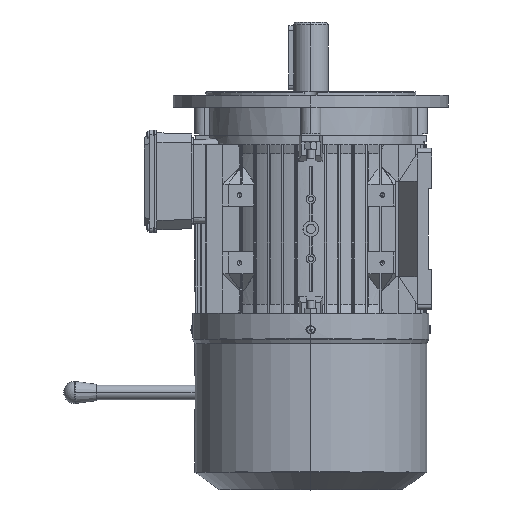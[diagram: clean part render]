
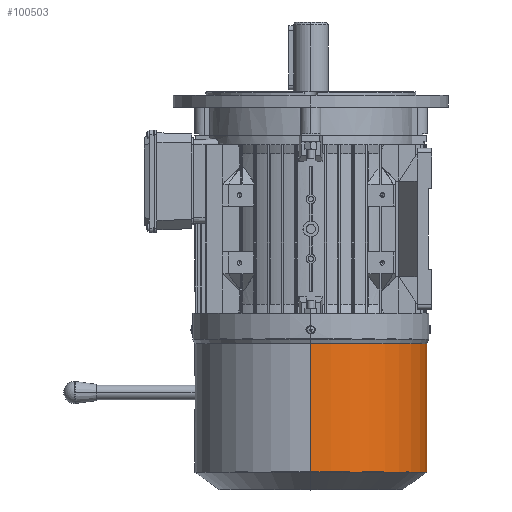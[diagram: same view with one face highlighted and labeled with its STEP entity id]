
A CAD part, front view. The second image highlights one B-rep face of the part: STEP entity #100503.
In plain terms, the highlighted cylindrical face has radius 126.5 mm (diameter 253 mm), a partial arc.
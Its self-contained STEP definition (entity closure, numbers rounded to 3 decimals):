
#58438 = CARTESIAN_POINT ( 'NONE',  ( -16.486, 0., 126.5 ) ) ;
#58439 = DIRECTION ( 'NONE',  ( 1., 0., 0. ) ) ;
#58440 = VECTOR ( 'NONE', #58439, 1000. ) ;
#58441 = CARTESIAN_POINT ( 'NONE',  ( 2., 0., 126.5 ) ) ;
#58442 = LINE ( 'NONE', #58441, #58440 ) ;
#58447 = DIRECTION ( 'NONE',  ( 0., 0., -1. ) ) ;
#58448 = DIRECTION ( 'NONE',  ( 1., 0., 0. ) ) ;
#58449 = AXIS2_PLACEMENT_3D ( 'NONE', #58455, #58448, #58447 ) ;
#58450 = CYLINDRICAL_SURFACE ( 'NONE', #58449, 126.5 ) ;
#58451 = FACE_OUTER_BOUND ( 'NONE', #100490, .T. ) ;
#58455 = CARTESIAN_POINT ( 'NONE',  ( 2., 0., 0. ) ) ;
#58478 = CARTESIAN_POINT ( 'NONE',  ( -156.764, 0., 126.5 ) ) ;
#58479 = CARTESIAN_POINT ( 'NONE',  ( -156.764, 0., -126.5 ) ) ;
#58480 = DIRECTION ( 'NONE',  ( 0., 0., -1. ) ) ;
#58481 = DIRECTION ( 'NONE',  ( 1., 0., 0. ) ) ;
#58482 = CARTESIAN_POINT ( 'NONE',  ( -156.764, 0., 0. ) ) ;
#58483 = AXIS2_PLACEMENT_3D ( 'NONE', #58482, #58481, #58480 ) ;
#58484 = CIRCLE ( 'NONE', #58483, 126.5 ) ;
#58675 = DIRECTION ( 'NONE',  ( 1., 0., 0. ) ) ;
#58676 = VECTOR ( 'NONE', #58675, 1000. ) ;
#58677 = CARTESIAN_POINT ( 'NONE',  ( 2., 0., -126.5 ) ) ;
#58678 = LINE ( 'NONE', #58677, #58676 ) ;
#58683 = CARTESIAN_POINT ( 'NONE',  ( -16.486, 0., -126.5 ) ) ;
#58684 = DIRECTION ( 'NONE',  ( 0., 0., -1. ) ) ;
#58685 = DIRECTION ( 'NONE',  ( 1., 0., 0. ) ) ;
#58686 = CARTESIAN_POINT ( 'NONE',  ( -16.486, 0., 0. ) ) ;
#58687 = AXIS2_PLACEMENT_3D ( 'NONE', #58686, #58685, #58684 ) ;
#58688 = CIRCLE ( 'NONE', #58687, 126.5 ) ;
#100490 = EDGE_LOOP ( 'NONE', ( #100506, #100508, #100615, #100620 ) ) ;
#100503 = ADVANCED_FACE ( 'NONE', ( #58451 ), #58450, .T. ) ;
#100506 = ORIENTED_EDGE ( 'NONE', *, *, #100535, .T. ) ;
#100508 = ORIENTED_EDGE ( 'NONE', *, *, #100510, .T. ) ;
#100510 = EDGE_CURVE ( 'NONE', #100538, #100511, #58442, .T. ) ;
#100511 = VERTEX_POINT ( 'NONE', #58438 ) ;
#100535 = EDGE_CURVE ( 'NONE', #100537, #100538, #58484, .T. ) ;
#100537 = VERTEX_POINT ( 'NONE', #58479 ) ;
#100538 = VERTEX_POINT ( 'NONE', #58478 ) ;
#100615 = ORIENTED_EDGE ( 'NONE', *, *, #100617, .F. ) ;
#100617 = EDGE_CURVE ( 'NONE', #100618, #100511, #58688, .T. ) ;
#100618 = VERTEX_POINT ( 'NONE', #58683 ) ;
#100620 = ORIENTED_EDGE ( 'NONE', *, *, #100622, .F. ) ;
#100622 = EDGE_CURVE ( 'NONE', #100537, #100618, #58678, .T. ) ;
